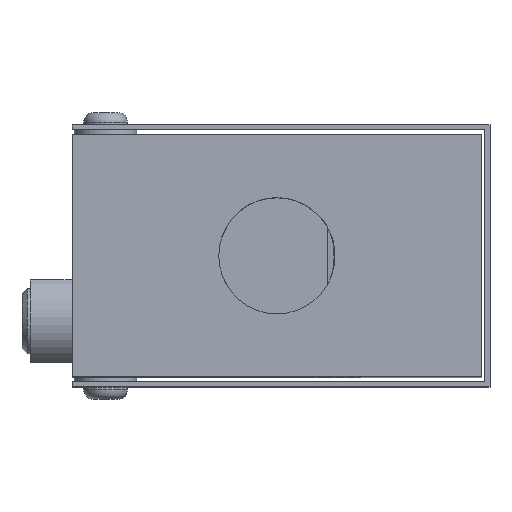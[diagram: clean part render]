
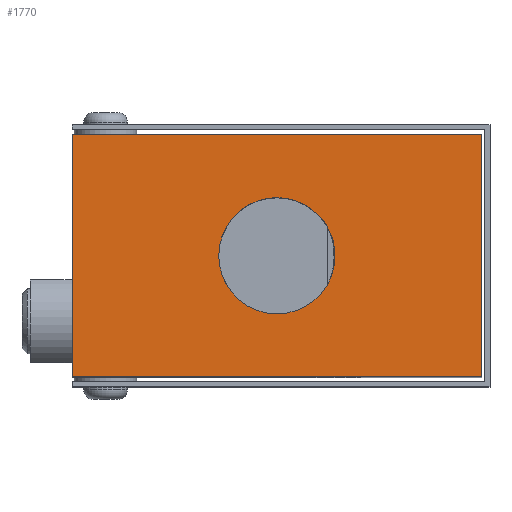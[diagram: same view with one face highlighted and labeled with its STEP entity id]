
A CAD part, top view. The second image highlights one B-rep face of the part: STEP entity #1770.
In plain terms, the highlighted face is planar.
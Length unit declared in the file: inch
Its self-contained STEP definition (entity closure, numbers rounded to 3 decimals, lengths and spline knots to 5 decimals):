
#661=CARTESIAN_POINT('',(6.22396,3.52594,-0.377));
#662=VERTEX_POINT('',#661);
#663=CARTESIAN_POINT('',(6.22396,3.52594,-0.725));
#664=DIRECTION('',(0.0,1.0,0.0));
#665=DIRECTION('',(0.0,0.0,-1.0));
#666=AXIS2_PLACEMENT_3D('',#663,#664,#665);
#667=CIRCLE('',#666,0.348);
#668=EDGE_CURVE('',#662,#662,#667,.T.);
#1269=CARTESIAN_POINT('',(4.99896,3.52594,-1.45));
#1270=VERTEX_POINT('',#1269);
#1271=CARTESIAN_POINT('',(7.44896,3.52594,-1.45));
#1272=VERTEX_POINT('',#1271);
#1273=CARTESIAN_POINT('',(4.99896,3.52594,-1.45));
#1274=DIRECTION('',(1.0,0.0,0.0));
#1275=VECTOR('',#1274,2.45);
#1276=LINE('',#1273,#1275);
#1277=EDGE_CURVE('',#1270,#1272,#1276,.T.);
#1607=CARTESIAN_POINT('',(4.99896,3.52594,0.0));
#1608=VERTEX_POINT('',#1607);
#1609=CARTESIAN_POINT('',(4.99896,3.52594,0.0));
#1610=DIRECTION('',(0.0,0.0,-1.0));
#1611=VECTOR('',#1610,1.45);
#1612=LINE('',#1609,#1611);
#1613=EDGE_CURVE('',#1608,#1270,#1612,.T.);
#1734=CARTESIAN_POINT('',(7.44896,3.52594,0.0));
#1735=VERTEX_POINT('',#1734);
#1742=CARTESIAN_POINT('',(7.44896,3.52594,0.0));
#1743=DIRECTION('',(0.0,0.0,-1.0));
#1744=VECTOR('',#1743,1.45);
#1745=LINE('',#1742,#1744);
#1746=EDGE_CURVE('',#1735,#1272,#1745,.T.);
#1751=CARTESIAN_POINT('',(4.99896,3.52594,0.0));
#1752=DIRECTION('',(0.0,-1.0,0.0));
#1753=DIRECTION('',(0.0,0.0,-1.0));
#1754=AXIS2_PLACEMENT_3D('',#1751,#1752,#1753);
#1755=PLANE('',#1754);
#1756=ORIENTED_EDGE('',*,*,#1277,.T.);
#1757=ORIENTED_EDGE('',*,*,#1746,.F.);
#1758=CARTESIAN_POINT('',(7.44896,3.52594,0.0));
#1759=DIRECTION('',(-1.0,0.0,0.0));
#1760=VECTOR('',#1759,2.45);
#1761=LINE('',#1758,#1760);
#1762=EDGE_CURVE('',#1735,#1608,#1761,.T.);
#1763=ORIENTED_EDGE('',*,*,#1762,.T.);
#1764=ORIENTED_EDGE('',*,*,#1613,.T.);
#1765=EDGE_LOOP('',(#1756,#1757,#1763,#1764));
#1766=FACE_OUTER_BOUND('',#1765,.T.);
#1767=ORIENTED_EDGE('',*,*,#668,.T.);
#1768=EDGE_LOOP('',(#1767));
#1769=FACE_BOUND('',#1768,.T.);
#1770=ADVANCED_FACE('',(#1766,#1769),#1755,.T.);
